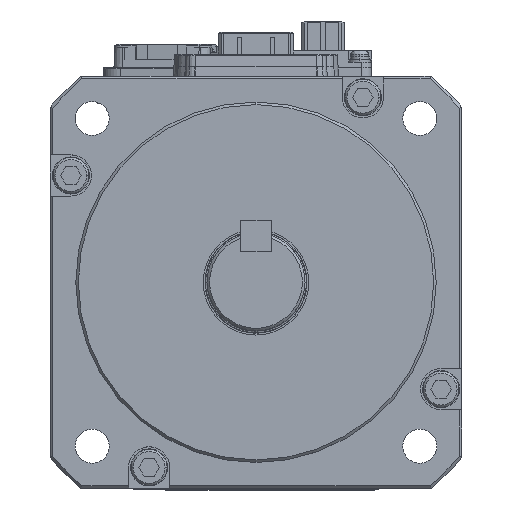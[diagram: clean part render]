
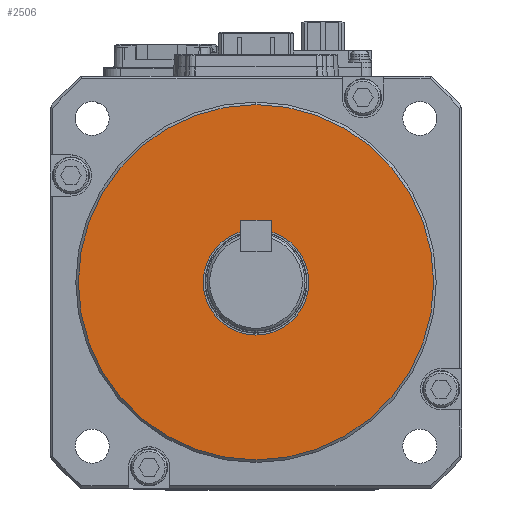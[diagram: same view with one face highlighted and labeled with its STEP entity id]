
A CAD part, top view. The second image highlights one B-rep face of the part: STEP entity #2506.
In plain terms, the highlighted planar face has unit normal (0, 0, 1).
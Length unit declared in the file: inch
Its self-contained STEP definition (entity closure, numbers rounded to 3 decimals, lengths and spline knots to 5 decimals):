
#2506 = ADVANCED_FACE ( 'NONE', ( #40189, #21972 ), #32867, .T. ) ;
#3052 = EDGE_LOOP ( 'NONE', ( #41286, #4450 ) ) ;
#4450 = ORIENTED_EDGE ( 'NONE', *, *, #45720, .T. ) ;
#7338 = VERTEX_POINT ( 'NONE', #50163 ) ;
#10435 = CARTESIAN_POINT ( 'NONE',  ( 0., 0.40354, 2.69685 ) ) ;
#10454 = DIRECTION ( 'NONE',  ( 0., 1., 0. ) ) ;
#12009 = CARTESIAN_POINT ( 'NONE',  ( 0., 0., 2.69685 ) ) ;
#14412 = EDGE_CURVE ( 'NONE', #18709, #7338, #41240, .T. ) ;
#16288 = CARTESIAN_POINT ( 'NONE',  ( 0., -0.40354, 2.69685 ) ) ;
#16704 = CIRCLE ( 'NONE', #18764, 1.35827 ) ;
#17662 = DIRECTION ( 'NONE',  ( 0., -1., 0. ) ) ;
#18709 = VERTEX_POINT ( 'NONE', #50599 ) ;
#18764 = AXIS2_PLACEMENT_3D ( 'NONE', #39088, #34474, #34021 ) ;
#21972 = FACE_OUTER_BOUND ( 'NONE', #42785, .T. ) ;
#22651 = DIRECTION ( 'NONE',  ( 0., 0., 1. ) ) ;
#22717 = CARTESIAN_POINT ( 'NONE',  ( 0., 0., 2.69685 ) ) ;
#27605 = ORIENTED_EDGE ( 'NONE', *, *, #14412, .F. ) ;
#27831 = DIRECTION ( 'NONE',  ( 0., 0., -1. ) ) ;
#31388 = ORIENTED_EDGE ( 'NONE', *, *, #67751, .F. ) ;
#32789 = DIRECTION ( 'NONE',  ( 0., 1., 0. ) ) ;
#32867 = PLANE ( 'NONE',  #53550 ) ;
#33639 = AXIS2_PLACEMENT_3D ( 'NONE', #52195, #57246, #10454 ) ;
#34021 = DIRECTION ( 'NONE',  ( 0., 1., 0. ) ) ;
#34474 = DIRECTION ( 'NONE',  ( 0., 0., -1. ) ) ;
#34993 = VERTEX_POINT ( 'NONE', #16288 ) ;
#37682 = AXIS2_PLACEMENT_3D ( 'NONE', #22717, #27831, #37785 ) ;
#37712 = CIRCLE ( 'NONE', #45166, 0.40354 ) ;
#37785 = DIRECTION ( 'NONE',  ( 0., 1., 0. ) ) ;
#38794 = DIRECTION ( 'NONE',  ( 0., 0., -1. ) ) ;
#39088 = CARTESIAN_POINT ( 'NONE',  ( 0., 0., 2.69685 ) ) ;
#40156 = EDGE_CURVE ( 'NONE', #52934, #34993, #37712, .T. ) ;
#40189 = FACE_BOUND ( 'NONE', #3052, .T. ) ;
#41240 = CIRCLE ( 'NONE', #37682, 1.35827 ) ;
#41286 = ORIENTED_EDGE ( 'NONE', *, *, #40156, .T. ) ;
#42785 = EDGE_LOOP ( 'NONE', ( #27605, #31388 ) ) ;
#45166 = AXIS2_PLACEMENT_3D ( 'NONE', #12009, #38794, #32789 ) ;
#45720 = EDGE_CURVE ( 'NONE', #34993, #52934, #65647, .T. ) ;
#50163 = CARTESIAN_POINT ( 'NONE',  ( 0., -1.35827, 2.69685 ) ) ;
#50599 = CARTESIAN_POINT ( 'NONE',  ( 0., 1.35827, 2.69685 ) ) ;
#52195 = CARTESIAN_POINT ( 'NONE',  ( 0., 0., 2.69685 ) ) ;
#52934 = VERTEX_POINT ( 'NONE', #10435 ) ;
#53550 = AXIS2_PLACEMENT_3D ( 'NONE', #64902, #22651, #17662 ) ;
#57246 = DIRECTION ( 'NONE',  ( 0., 0., -1. ) ) ;
#64902 = CARTESIAN_POINT ( 'NONE',  ( 0., 0., 2.69685 ) ) ;
#65647 = CIRCLE ( 'NONE', #33639, 0.40354 ) ;
#67751 = EDGE_CURVE ( 'NONE', #7338, #18709, #16704, .T. ) ;
